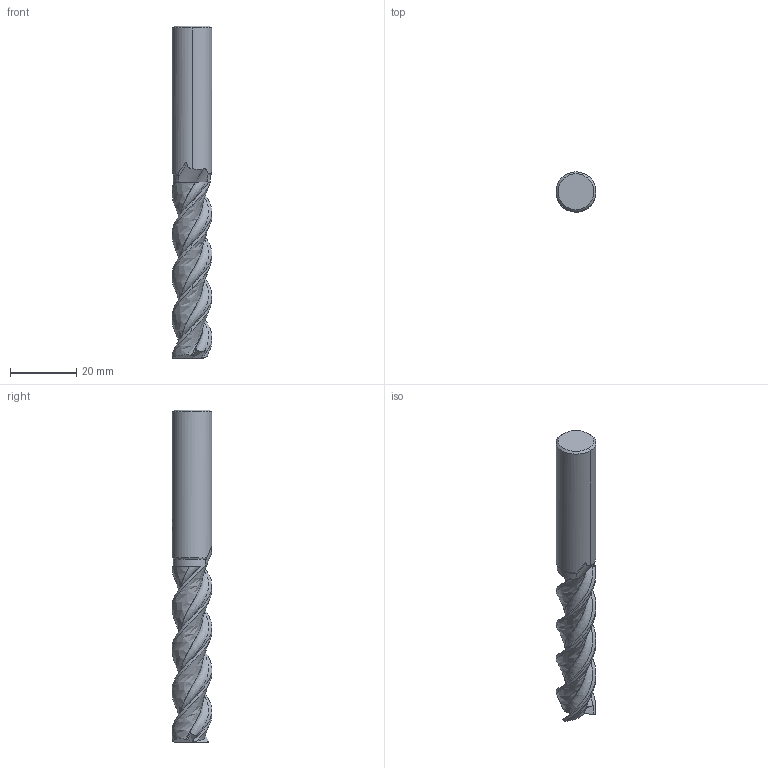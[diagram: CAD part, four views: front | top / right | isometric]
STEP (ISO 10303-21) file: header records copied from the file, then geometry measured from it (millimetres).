
FILE_DESCRIPTION(('no description'),'unknown implementation level');
FILE_NAME('solid6d_4HAZp7uFbjQfaE90jmWJUoMo_1.STP',' ',('CIMSOURCE GmbH'),('CADClick - KiM GmbH - www.kimweb.de'),'unknown preprocess','ACIS','unknown authorization');
FILE_SCHEMA(('automotive_design'));
Length unit declared in the file: millimetre
Products named in the file (2): 1; 2
Bounding box: 12 x 12 x 100 mm (x, y, z)
Volume: 8468 mm3; surface area: 4124.8 mm2
Topology: 2 solids, 2 shells, 79 faces, 222 edges, 146 vertices
Faces by surface type: plane 27, cone 20, cylinder 12, bspline 12, revolution 8
Entity records: 14086 total; most frequent: CARTESIAN_POINT 9738, STYLED_ITEM 449, PRESENTATION_STYLE_ASSIGNMENT 449, COLOUR_RGB 449, ORIENTED_EDGE 444, DIRECTION 289, EDGE_CURVE 222, CURVE_STYLE 222
